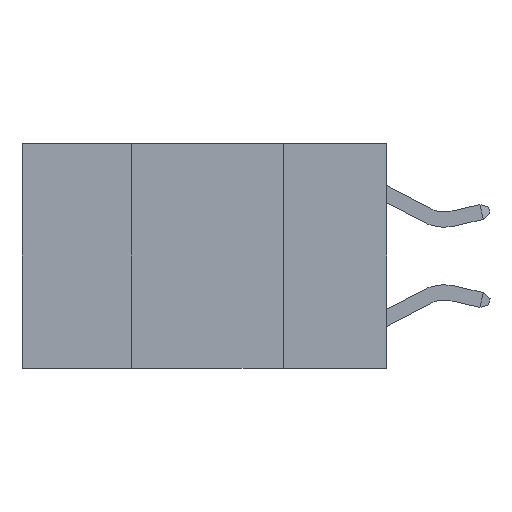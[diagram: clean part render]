
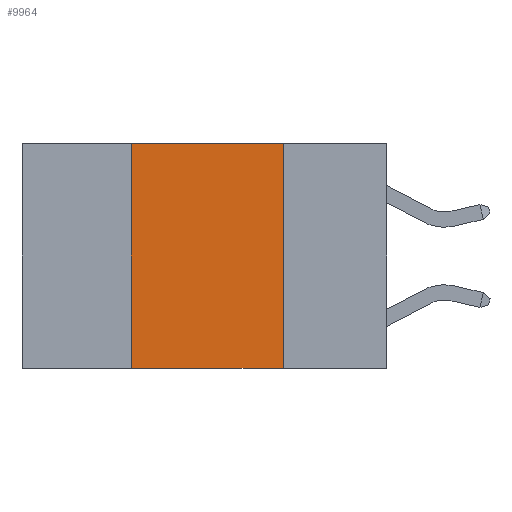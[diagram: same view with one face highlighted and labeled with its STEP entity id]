
A CAD part, left-side view. The second image highlights one B-rep face of the part: STEP entity #9964.
In plain terms, the highlighted planar face has unit normal (-1, 0, 0).
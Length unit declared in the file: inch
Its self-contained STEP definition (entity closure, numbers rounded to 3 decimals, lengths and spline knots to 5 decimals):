
#269 = EDGE_CURVE ( 'NONE', #20890, #7513, #27306, .T. ) ;
#1925 = LINE ( 'NONE', #27235, #24647 ) ;
#2997 = VECTOR ( 'NONE', #13115, 39.37008 ) ;
#4329 = DIRECTION ( 'NONE',  ( 0., 0., -1. ) ) ;
#6467 = PLANE ( 'NONE',  #28025 ) ;
#6602 = DIRECTION ( 'NONE',  ( 0., 0., 1. ) ) ;
#7513 = VERTEX_POINT ( 'NONE', #16109 ) ;
#8164 = ORIENTED_EDGE ( 'NONE', *, *, #24384, .F. ) ;
#8578 = CARTESIAN_POINT ( 'NONE',  ( 0., 0.42, -0.37 ) ) ;
#8629 = CARTESIAN_POINT ( 'NONE',  ( 0., 0.6, -0.37 ) ) ;
#8642 = VECTOR ( 'NONE', #6602, 39.37008 ) ;
#9964 = ADVANCED_FACE ( 'NONE', ( #17899 ), #6467, .F. ) ;
#10077 = CARTESIAN_POINT ( 'NONE',  ( 0., 0.42, 0. ) ) ;
#10669 = VERTEX_POINT ( 'NONE', #24210 ) ;
#13115 = DIRECTION ( 'NONE',  ( 0., -1., 0. ) ) ;
#13272 = CARTESIAN_POINT ( 'NONE',  ( 0., 0.42, 0. ) ) ;
#13283 = ORIENTED_EDGE ( 'NONE', *, *, #28425, .F. ) ;
#15199 = DIRECTION ( 'NONE',  ( 0., -1., 0. ) ) ;
#15456 = LINE ( 'NONE', #24029, #2997 ) ;
#15668 = VECTOR ( 'NONE', #15199, 39.37008 ) ;
#15974 = VERTEX_POINT ( 'NONE', #10077 ) ;
#16109 = CARTESIAN_POINT ( 'NONE',  ( 0., 0.17, -0.37 ) ) ;
#17565 = DIRECTION ( 'NONE',  ( 1., 0., 0. ) ) ;
#17899 = FACE_OUTER_BOUND ( 'NONE', #20374, .T. ) ;
#18548 = DIRECTION ( 'NONE',  ( 0., 0., -1. ) ) ;
#18983 = LINE ( 'NONE', #13272, #8642 ) ;
#19154 = ORIENTED_EDGE ( 'NONE', *, *, #269, .T. ) ;
#20374 = EDGE_LOOP ( 'NONE', ( #8164, #13283, #20497, #19154 ) ) ;
#20497 = ORIENTED_EDGE ( 'NONE', *, *, #27134, .F. ) ;
#20890 = VERTEX_POINT ( 'NONE', #8578 ) ;
#24029 = CARTESIAN_POINT ( 'NONE',  ( 0., 0.6, 0. ) ) ;
#24210 = CARTESIAN_POINT ( 'NONE',  ( 0., 0.17, 0. ) ) ;
#24384 = EDGE_CURVE ( 'NONE', #10669, #7513, #1925, .T. ) ;
#24647 = VECTOR ( 'NONE', #18548, 39.37008 ) ;
#26246 = CARTESIAN_POINT ( 'NONE',  ( 0., 0.6, 0. ) ) ;
#27134 = EDGE_CURVE ( 'NONE', #20890, #15974, #18983, .T. ) ;
#27235 = CARTESIAN_POINT ( 'NONE',  ( 0., 0.17, 0. ) ) ;
#27306 = LINE ( 'NONE', #8629, #15668 ) ;
#28025 = AXIS2_PLACEMENT_3D ( 'NONE', #26246, #17565, #4329 ) ;
#28425 = EDGE_CURVE ( 'NONE', #15974, #10669, #15456, .T. ) ;
